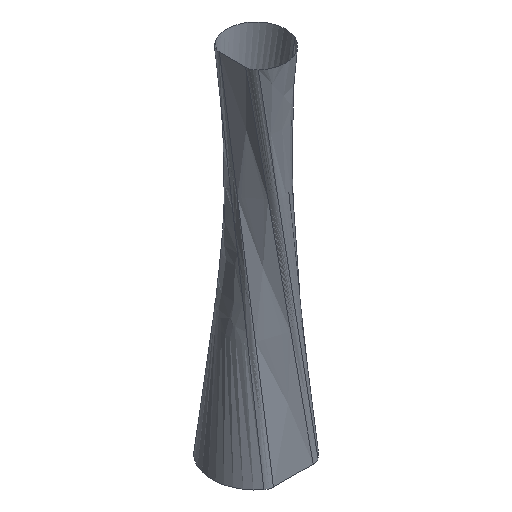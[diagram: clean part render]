
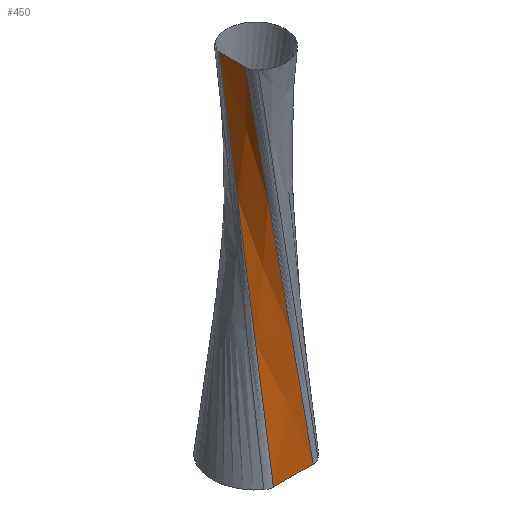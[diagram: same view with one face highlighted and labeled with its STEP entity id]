
A CAD part, isometric view. The second image highlights one B-rep face of the part: STEP entity #450.
In plain terms, the highlighted free-form (B-spline) face has degree [3, 3] with [6, 4] control points.
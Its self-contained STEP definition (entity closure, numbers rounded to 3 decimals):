
#354=CARTESIAN_POINT('Vertex',(-400.,-223.607,6000.)) ;
#377=CARTESIAN_POINT('Vertex',(337.3,-634.429,0.)) ;
#381=CARTESIAN_POINT('Control Point',(-400.,-223.607,6000.)) ;
#382=CARTESIAN_POINT('Control Point',(-154.233,-360.547,4000.)) ;
#383=CARTESIAN_POINT('Control Point',(91.534,-497.488,2000.)) ;
#384=CARTESIAN_POINT('Control Point',(337.3,-634.429,0.)) ;
#394=CARTESIAN_POINT('Control Point',(-400.,-223.607,6000.)) ;
#395=CARTESIAN_POINT('Control Point',(-154.233,-360.547,4000.)) ;
#396=CARTESIAN_POINT('Control Point',(91.534,-497.488,2000.)) ;
#397=CARTESIAN_POINT('Control Point',(337.3,-634.429,0.)) ;
#398=CARTESIAN_POINT('Control Point',(-400.,-183.727,6000.)) ;
#399=CARTESIAN_POINT('Control Point',(-171.657,-333.961,4000.)) ;
#400=CARTESIAN_POINT('Control Point',(56.687,-484.195,2000.)) ;
#401=CARTESIAN_POINT('Control Point',(285.03,-634.429,0.)) ;
#402=CARTESIAN_POINT('Control Point',(-400.,-70.533,6000.)) ;
#403=CARTESIAN_POINT('Control Point',(-226.555,-258.498,4000.)) ;
#404=CARTESIAN_POINT('Control Point',(-53.11,-446.464,2000.)) ;
#405=CARTESIAN_POINT('Control Point',(120.336,-634.429,0.)) ;
#406=CARTESIAN_POINT('Control Point',(-400.,70.533,6000.)) ;
#407=CARTESIAN_POINT('Control Point',(-306.779,-164.454,4000.)) ;
#408=CARTESIAN_POINT('Control Point',(-213.557,-399.442,2000.)) ;
#409=CARTESIAN_POINT('Control Point',(-120.336,-634.429,0.)) ;
#410=CARTESIAN_POINT('Control Point',(-400.,183.727,6000.)) ;
#411=CARTESIAN_POINT('Control Point',(-361.677,-88.991,4000.)) ;
#412=CARTESIAN_POINT('Control Point',(-323.354,-361.71,2000.)) ;
#413=CARTESIAN_POINT('Control Point',(-285.03,-634.429,0.)) ;
#414=CARTESIAN_POINT('Control Point',(-400.,223.607,6000.)) ;
#415=CARTESIAN_POINT('Control Point',(-379.1,-62.405,4000.)) ;
#416=CARTESIAN_POINT('Control Point',(-358.2,-348.417,2000.)) ;
#417=CARTESIAN_POINT('Control Point',(-337.3,-634.429,0.)) ;
#419=CARTESIAN_POINT('Control Point',(337.3,-634.429,0.)) ;
#420=CARTESIAN_POINT('Control Point',(285.03,-634.429,0.)) ;
#421=CARTESIAN_POINT('Control Point',(120.336,-634.429,0.)) ;
#422=CARTESIAN_POINT('Control Point',(-120.336,-634.429,0.)) ;
#423=CARTESIAN_POINT('Control Point',(-285.03,-634.429,0.)) ;
#424=CARTESIAN_POINT('Control Point',(-337.3,-634.429,0.)) ;
#425=CARTESIAN_POINT('Vertex',(-337.3,-634.429,0.)) ;
#429=CARTESIAN_POINT('Control Point',(-400.,223.607,6000.)) ;
#430=CARTESIAN_POINT('Control Point',(-379.1,-62.405,4000.)) ;
#431=CARTESIAN_POINT('Control Point',(-358.2,-348.417,2000.)) ;
#432=CARTESIAN_POINT('Control Point',(-337.3,-634.429,0.)) ;
#433=CARTESIAN_POINT('Vertex',(-400.,223.607,6000.)) ;
#437=CARTESIAN_POINT('Control Point',(-400.,-223.607,6000.)) ;
#438=CARTESIAN_POINT('Control Point',(-400.,-183.727,6000.)) ;
#439=CARTESIAN_POINT('Control Point',(-400.,-70.533,6000.)) ;
#440=CARTESIAN_POINT('Control Point',(-400.,70.533,6000.)) ;
#441=CARTESIAN_POINT('Control Point',(-400.,183.727,6000.)) ;
#442=CARTESIAN_POINT('Control Point',(-400.,223.607,6000.)) ;
#445=ORIENTED_EDGE('',*,*,#427,.F.) ;
#446=ORIENTED_EDGE('',*,*,#435,.F.) ;
#447=ORIENTED_EDGE('',*,*,#443,.T.) ;
#448=ORIENTED_EDGE('',*,*,#385,.T.) ;
#450=ADVANCED_FACE('\X2\591A91CD63D053D6\X0\.1',(#449),#393,.F.) ;
#380=B_SPLINE_CURVE_WITH_KNOTS('',3,(#381,#382,#383,#384),.UNSPECIFIED.,.F.,.U.,(4,4),(0.,6065.277),.UNSPECIFIED.) ;
#418=B_SPLINE_CURVE_WITH_KNOTS('',3,(#419,#420,#421,#422,#423,#424),.UNSPECIFIED.,.F.,.U.,(4,1,1,4),(2911.664,3034.984,3281.624,3404.944),.UNSPECIFIED.) ;
#428=B_SPLINE_CURVE_WITH_KNOTS('',3,(#429,#430,#431,#432),.UNSPECIFIED.,.F.,.U.,(4,4),(0.,6065.277),.UNSPECIFIED.) ;
#436=B_SPLINE_CURVE_WITH_KNOTS('',3,(#437,#438,#439,#440,#441,#442),.UNSPECIFIED.,.F.,.U.,(4,1,1,4),(2911.664,3034.984,3281.624,3404.944),.UNSPECIFIED.) ;
#393=B_SPLINE_SURFACE_WITH_KNOTS('',3,3,((#394,#395,#396,#397),(#398,#399,#400,#401),(#402,#403,#404,#405),(#406,#407,#408,#409),(#410,#411,#412,#413),(#414,#415,#416,#417)),.UNSPECIFIED.,.F.,.F.,.U.,(4,1,1,4),(4,4),(2911.664,3034.984,3281.624,3404.944),(0.,6065.277),.UNSPECIFIED.) ;
#385=EDGE_CURVE('',#355,#378,#380,.T.) ;
#427=EDGE_CURVE('',#426,#378,#418,.F.) ;
#435=EDGE_CURVE('',#434,#426,#428,.T.) ;
#443=EDGE_CURVE('',#434,#355,#436,.F.) ;
#444=EDGE_LOOP('',(#445,#446,#447,#448)) ;
#449=FACE_OUTER_BOUND('',#444,.T.) ;
#355=VERTEX_POINT('',#354) ;
#378=VERTEX_POINT('',#377) ;
#426=VERTEX_POINT('',#425) ;
#434=VERTEX_POINT('',#433) ;
